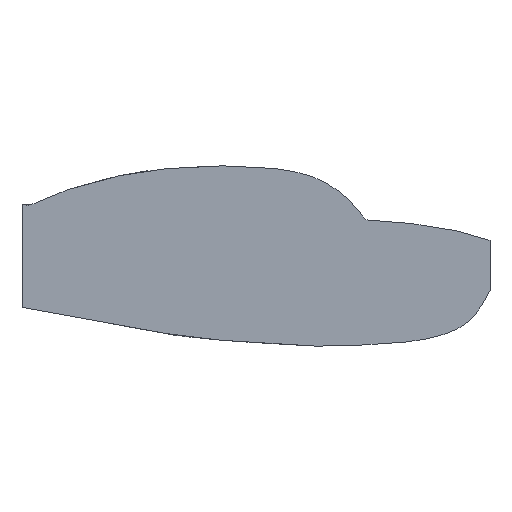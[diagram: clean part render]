
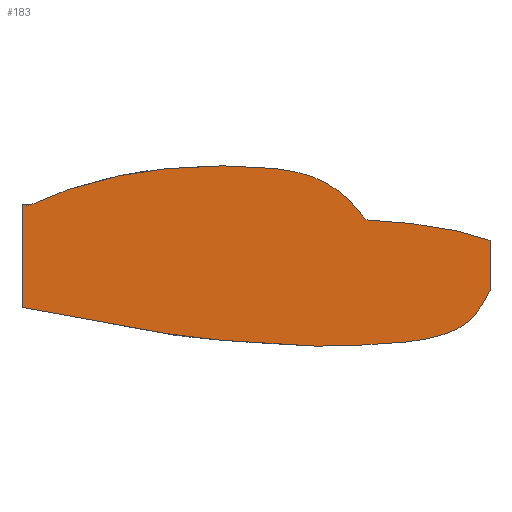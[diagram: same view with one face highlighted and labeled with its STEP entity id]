
A CAD part, left-side view. The second image highlights one B-rep face of the part: STEP entity #183.
In plain terms, the highlighted planar face has unit normal (-1, 0, 0).
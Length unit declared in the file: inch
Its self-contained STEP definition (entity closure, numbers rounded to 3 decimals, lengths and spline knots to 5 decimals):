
#31=FACE_OUTER_BOUND('',#40,.T.);
#40=EDGE_LOOP('',(#162,#163,#164,#165,#166,#167,#168,#169,#170,#171));
#41=LINE('',#245,#46);
#44=LINE('',#1060,#49);
#45=LINE('',#3699,#50);
#46=VECTOR('',#205,0.3937);
#49=VECTOR('',#208,0.3937);
#50=VECTOR('',#211,0.3937);
#53=(
BOUNDED_CURVE()
B_SPLINE_CURVE(5,(#487,#488,#489,#490,#491,#492,#493,#494,#495,#496,#497,
#498,#499,#500,#501),.UNSPECIFIED.,.F.,.F.)
B_SPLINE_CURVE_WITH_KNOTS((6,1,1,1,1,1,1,1,1,1,6),(0.,0.1,0.2,0.3,0.4,0.5,
0.6,0.7,0.8,0.9,1.),.UNSPECIFIED.)
CURVE()
GEOMETRIC_REPRESENTATION_ITEM()
RATIONAL_B_SPLINE_CURVE((1.,1.,1.,1.,1.,1.,1.,1.,1.,1.,1.,1.,1.,1.,1.))
REPRESENTATION_ITEM('')
);
#57=(
BOUNDED_CURVE()
B_SPLINE_CURVE(5,(#1850,#1851,#1852,#1853,#1854,#1855,#1856,#1857,#1858,
#1859,#1860,#1861,#1862,#1863,#1864,#1865,#1866,#1867,#1868,#1869),
 .UNSPECIFIED.,.F.,.F.)
B_SPLINE_CURVE_WITH_KNOTS((6,1,1,1,1,1,1,1,1,1,1,1,1,1,1,6),(0.,0.06667,
0.13333,0.2,0.26667,0.33333,0.4,0.46667,
0.53333,0.6,0.66667,0.73333,0.8,0.86667,
0.93333,1.),.UNSPECIFIED.)
CURVE()
GEOMETRIC_REPRESENTATION_ITEM()
RATIONAL_B_SPLINE_CURVE((1.,1.,1.,1.,1.,1.,1.,1.,1.,1.,1.,1.,1.,1.,1.,1.,
1.,1.,1.,1.))
REPRESENTATION_ITEM('')
);
#61=(
BOUNDED_CURVE()
B_SPLINE_CURVE(5,(#2023,#2024,#2025,#2026,#2027,#2028,#2029,#2030,#2031,
#2032,#2033,#2034),.UNSPECIFIED.,.F.,.F.)
B_SPLINE_CURVE_WITH_KNOTS((6,1,1,1,1,1,1,6),(-0.98253,-0.9,-0.8,
-0.7,-0.6,-0.5,-0.4,-0.39369),.UNSPECIFIED.)
CURVE()
GEOMETRIC_REPRESENTATION_ITEM()
RATIONAL_B_SPLINE_CURVE((1.,1.,1.,1.,1.,1.,1.,1.,1.,1.,1.,1.))
REPRESENTATION_ITEM('')
);
#66=(
BOUNDED_CURVE()
B_SPLINE_CURVE(5,(#3657,#3658,#3659,#3660,#3661,#3662,#3663,#3664,#3665),
 .UNSPECIFIED.,.F.,.F.)
B_SPLINE_CURVE_WITH_KNOTS((6,1,1,1,6),(0.40276,0.5,0.6,0.7,0.77706),
 .UNSPECIFIED.)
CURVE()
GEOMETRIC_REPRESENTATION_ITEM()
RATIONAL_B_SPLINE_CURVE((1.,1.,1.,1.,1.,1.,1.,1.,1.))
REPRESENTATION_ITEM('')
);
#67=(
BOUNDED_CURVE()
B_SPLINE_CURVE(5,(#3666,#3667,#3668,#3669,#3670,#3671,#3672,#3673,#3674,
#3675,#3676,#3677,#3678,#3679,#3680),.UNSPECIFIED.,.F.,.F.)
B_SPLINE_CURVE_WITH_KNOTS((6,1,1,1,1,1,1,1,1,1,6),(0.,0.1,0.2,0.3,0.4,0.5,
0.6,0.7,0.8,0.9,1.),.UNSPECIFIED.)
CURVE()
GEOMETRIC_REPRESENTATION_ITEM()
RATIONAL_B_SPLINE_CURVE((1.,1.,1.,1.,1.,1.,1.,1.,1.,1.,1.,1.,1.,1.,1.))
REPRESENTATION_ITEM('')
);
#69=(
BOUNDED_CURVE()
B_SPLINE_CURVE(5,(#3980,#3981,#3982,#3983,#3984,#3985,#3986,#3987,#3988),
 .UNSPECIFIED.,.F.,.F.)
B_SPLINE_CURVE_WITH_KNOTS((6,1,1,1,6),(0.14067,0.2,0.3,0.4,0.40276),
 .UNSPECIFIED.)
CURVE()
GEOMETRIC_REPRESENTATION_ITEM()
RATIONAL_B_SPLINE_CURVE((1.,1.,1.,1.,1.,1.,1.,1.,1.))
REPRESENTATION_ITEM('')
);
#70=(
BOUNDED_CURVE()
B_SPLINE_CURVE(5,(#3989,#3990,#3991,#3992,#3993,#3994,#3995),
 .UNSPECIFIED.,.F.,.F.)
B_SPLINE_CURVE_WITH_KNOTS((6,1,6),(0.07765,0.2,0.38677),
 .UNSPECIFIED.)
CURVE()
GEOMETRIC_REPRESENTATION_ITEM()
RATIONAL_B_SPLINE_CURVE((1.,1.,1.,1.,1.,1.,1.))
REPRESENTATION_ITEM('')
);
#71=VERTEX_POINT('',#216);
#73=VERTEX_POINT('',#228);
#76=VERTEX_POINT('',#486);
#77=VERTEX_POINT('',#1047);
#79=VERTEX_POINT('',#1841);
#84=VERTEX_POINT('',#2022);
#85=VERTEX_POINT('',#3626);
#88=VERTEX_POINT('',#3645);
#89=VERTEX_POINT('',#3682);
#90=VERTEX_POINT('',#3683);
#93=EDGE_CURVE('',#73,#71,#41,.T.);
#96=EDGE_CURVE('',#76,#71,#53,.T.);
#99=EDGE_CURVE('',#77,#73,#44,.T.);
#102=EDGE_CURVE('',#79,#77,#57,.T.);
#107=EDGE_CURVE('',#84,#76,#61,.T.);
#112=EDGE_CURVE('',#88,#79,#66,.T.);
#113=EDGE_CURVE('',#85,#84,#67,.T.);
#115=EDGE_CURVE('',#90,#89,#45,.T.);
#116=EDGE_CURVE('',#90,#88,#69,.T.);
#117=EDGE_CURVE('',#89,#85,#70,.T.);
#162=ORIENTED_EDGE('',*,*,#115,.T.);
#163=ORIENTED_EDGE('',*,*,#117,.T.);
#164=ORIENTED_EDGE('',*,*,#113,.T.);
#165=ORIENTED_EDGE('',*,*,#107,.T.);
#166=ORIENTED_EDGE('',*,*,#96,.T.);
#167=ORIENTED_EDGE('',*,*,#93,.F.);
#168=ORIENTED_EDGE('',*,*,#99,.F.);
#169=ORIENTED_EDGE('',*,*,#102,.F.);
#170=ORIENTED_EDGE('',*,*,#112,.F.);
#171=ORIENTED_EDGE('',*,*,#116,.F.);
#174=PLANE('',#200);
#183=ADVANCED_FACE('',(#31),#174,.T.);
#200=AXIS2_PLACEMENT_3D('',#3996,#212,#213);
#205=DIRECTION('',(0.,0.,1.));
#208=DIRECTION('',(0.,0.984,0.179));
#211=DIRECTION('',(0.,0.,1.));
#212=DIRECTION('center_axis',(-1.,0.,0.));
#213=DIRECTION('ref_axis',(0.,0.,1.));
#216=CARTESIAN_POINT('',(0.,115.85,19.90561));
#228=CARTESIAN_POINT('',(0.,115.85,-12.68267));
#245=CARTESIAN_POINT('',(0.,115.85,19.90561));
#486=CARTESIAN_POINT('',(0.,70.2,31.20821));
#487=CARTESIAN_POINT('Ctrl Pts',(0.,70.2,31.20821));
#488=CARTESIAN_POINT('Ctrl Pts',(0.,71.1866,31.14296));
#489=CARTESIAN_POINT('Ctrl Pts',(0.,73.26941,30.96245));
#490=CARTESIAN_POINT('Ctrl Pts',(0.,76.72254,30.54172));
#491=CARTESIAN_POINT('Ctrl Pts',(0.,81.90478,29.6899));
#492=CARTESIAN_POINT('Ctrl Pts',(0.,88.89903,28.2056));
#493=CARTESIAN_POINT('Ctrl Pts',(0.,95.82871,26.39529));
#494=CARTESIAN_POINT('Ctrl Pts',(0.,102.10624,24.40924));
#495=CARTESIAN_POINT('Ctrl Pts',(0.,107.20587,22.41013));
#496=CARTESIAN_POINT('Ctrl Pts',(0.,110.88057,20.71431));
#497=CARTESIAN_POINT('Ctrl Pts',(0.,113.08744,19.51606));
#498=CARTESIAN_POINT('Ctrl Pts',(0.,114.38014,19.59611));
#499=CARTESIAN_POINT('Ctrl Pts',(0.,115.21298,19.83889));
#500=CARTESIAN_POINT('Ctrl Pts',(0.,115.65575,19.89942));
#501=CARTESIAN_POINT('Ctrl Pts',(0.,115.85,19.90561));
#1047=CARTESIAN_POINT('',(0.,70.2,-20.97385));
#1060=CARTESIAN_POINT('',(0.,66.63219,-21.62185));
#1841=CARTESIAN_POINT('',(0.,8.4,-24.59278));
#1850=CARTESIAN_POINT('Ctrl Pts',(0.,8.4,-24.59278));
#1851=CARTESIAN_POINT('Ctrl Pts',(0.,8.90314,-24.65065));
#1852=CARTESIAN_POINT('Ctrl Pts',(0.,9.9629,-24.75652));
#1853=CARTESIAN_POINT('Ctrl Pts',(0.,11.71299,-24.88564));
#1854=CARTESIAN_POINT('Ctrl Pts',(0.,14.36967,-24.998));
#1855=CARTESIAN_POINT('Ctrl Pts',(0.,18.23648,-25.03675));
#1856=CARTESIAN_POINT('Ctrl Pts',(0.,22.64654,-24.97219));
#1857=CARTESIAN_POINT('Ctrl Pts',(0.,27.57353,-24.80485));
#1858=CARTESIAN_POINT('Ctrl Pts',(0.,32.95381,-24.53929));
#1859=CARTESIAN_POINT('Ctrl Pts',(0.,38.66636,-24.18675));
#1860=CARTESIAN_POINT('Ctrl Pts',(0.,44.5231,-23.76662));
#1861=CARTESIAN_POINT('Ctrl Pts',(0.,50.29576,-23.30295));
#1862=CARTESIAN_POINT('Ctrl Pts',(0.,55.73505,-22.82223));
#1863=CARTESIAN_POINT('Ctrl Pts',(0.,60.59183,-22.35092));
#1864=CARTESIAN_POINT('Ctrl Pts',(0.,64.63884,-21.91316));
#1865=CARTESIAN_POINT('Ctrl Pts',(0.,67.69284,-21.52847));
#1866=CARTESIAN_POINT('Ctrl Pts',(0.,69.25403,-21.27279));
#1867=CARTESIAN_POINT('Ctrl Pts',(0.,69.92149,-21.11154));
#1868=CARTESIAN_POINT('Ctrl Pts',(0.,70.1442,-21.0175));
#1869=CARTESIAN_POINT('Ctrl Pts',(0.,70.2,-20.97385));
#2022=CARTESIAN_POINT('',(0.,8.4,16.66492));
#2023=CARTESIAN_POINT('Ctrl Pts',(0.,8.4,16.66492));
#2024=CARTESIAN_POINT('Ctrl Pts',(0.,9.57447,18.18376));
#2025=CARTESIAN_POINT('Ctrl Pts',(0.,12.20878,21.27852));
#2026=CARTESIAN_POINT('Ctrl Pts',(0.,16.42125,25.17405));
#2027=CARTESIAN_POINT('Ctrl Pts',(0.,22.53812,28.73031));
#2028=CARTESIAN_POINT('Ctrl Pts',(0.,31.58186,31.06388));
#2029=CARTESIAN_POINT('Ctrl Pts',(0.,42.86664,32.05239));
#2030=CARTESIAN_POINT('Ctrl Pts',(0.,53.60243,32.24817));
#2031=CARTESIAN_POINT('Ctrl Pts',(0.,61.82719,31.93332));
#2032=CARTESIAN_POINT('Ctrl Pts',(0.,67.27078,31.5032));
#2033=CARTESIAN_POINT('Ctrl Pts',(0.,70.036,31.22493));
#2034=CARTESIAN_POINT('Ctrl Pts',(0.,70.2,31.20821));
#3626=CARTESIAN_POINT('',(0.,-21.6,11.53597));
#3645=CARTESIAN_POINT('',(0.,-21.6,-19.56922));
#3657=CARTESIAN_POINT('Ctrl Pts',(0.,-21.6,-19.56922));
#3658=CARTESIAN_POINT('Ctrl Pts',(0.,-20.44435,-20.1645));
#3659=CARTESIAN_POINT('Ctrl Pts',(0.,-17.9661,-21.22946));
#3660=CARTESIAN_POINT('Ctrl Pts',(0.,-13.84505,-22.45124));
#3661=CARTESIAN_POINT('Ctrl Pts',(0.,-8.02218,-23.48498));
#3662=CARTESIAN_POINT('Ctrl Pts',(0.,-1.54496,-24.0936));
#3663=CARTESIAN_POINT('Ctrl Pts',(0.,3.54826,-24.3954));
#3664=CARTESIAN_POINT('Ctrl Pts',(0.,6.91452,-24.53893));
#3665=CARTESIAN_POINT('Ctrl Pts',(0.,8.4,-24.59278));
#3666=CARTESIAN_POINT('Ctrl Pts',(0.,-21.6,11.53597));
#3667=CARTESIAN_POINT('Ctrl Pts',(0.,-20.7658,11.73493));
#3668=CARTESIAN_POINT('Ctrl Pts',(0.,-19.00572,12.12175));
#3669=CARTESIAN_POINT('Ctrl Pts',(0.,-16.09049,12.66864));
#3670=CARTESIAN_POINT('Ctrl Pts',(0.,-11.74686,13.3266));
#3671=CARTESIAN_POINT('Ctrl Pts',(0.,-6.07128,14.00403));
#3672=CARTESIAN_POINT('Ctrl Pts',(0.,-0.80423,14.51022));
#3673=CARTESIAN_POINT('Ctrl Pts',(0.,3.4353,14.8237));
#3674=CARTESIAN_POINT('Ctrl Pts',(0.,6.1495,14.96189));
#3675=CARTESIAN_POINT('Ctrl Pts',(0.,7.2879,14.95708));
#3676=CARTESIAN_POINT('Ctrl Pts',(0.,7.09797,14.98025));
#3677=CARTESIAN_POINT('Ctrl Pts',(0.,7.21212,15.09753));
#3678=CARTESIAN_POINT('Ctrl Pts',(0.,7.71302,15.62067));
#3679=CARTESIAN_POINT('Ctrl Pts',(0.,8.15238,16.26744));
#3680=CARTESIAN_POINT('Ctrl Pts',(0.,8.4,16.66492));
#3682=CARTESIAN_POINT('',(0.,-32.15,8.51604));
#3683=CARTESIAN_POINT('',(0.,-32.15,-7.26386));
#3699=CARTESIAN_POINT('',(0.,-32.15,-3.43531));
#3980=CARTESIAN_POINT('Ctrl Pts',(0.,-32.15,-7.26386));
#3981=CARTESIAN_POINT('Ctrl Pts',(0.,-31.87864,-7.82533));
#3982=CARTESIAN_POINT('Ctrl Pts',(0.,-31.10063,-9.42258));
#3983=CARTESIAN_POINT('Ctrl Pts',(0.,-29.60341,-12.31585));
#3984=CARTESIAN_POINT('Ctrl Pts',(0.,-27.63854,-15.26313));
#3985=CARTESIAN_POINT('Ctrl Pts',(0.,-25.1121,-17.52027));
#3986=CARTESIAN_POINT('Ctrl Pts',(0.,-22.85216,-18.92109));
#3987=CARTESIAN_POINT('Ctrl Pts',(0.,-21.63283,-19.55231));
#3988=CARTESIAN_POINT('Ctrl Pts',(0.,-21.6,-19.56922));
#3989=CARTESIAN_POINT('Ctrl Pts',(0.,-32.15,8.51604));
#3990=CARTESIAN_POINT('Ctrl Pts',(0.,-31.39354,8.79862));
#3991=CARTESIAN_POINT('Ctrl Pts',(0.,-29.44306,9.48877));
#3992=CARTESIAN_POINT('Ctrl Pts',(0.,-27.39388,10.12023));
#3993=CARTESIAN_POINT('Ctrl Pts',(0.,-25.24736,10.6987));
#3994=CARTESIAN_POINT('Ctrl Pts',(0.,-22.99854,11.23056));
#3995=CARTESIAN_POINT('Ctrl Pts',(0.,-21.6,11.53597));
#3996=CARTESIAN_POINT('Origin',(0.,-32.15,-7.26386));
